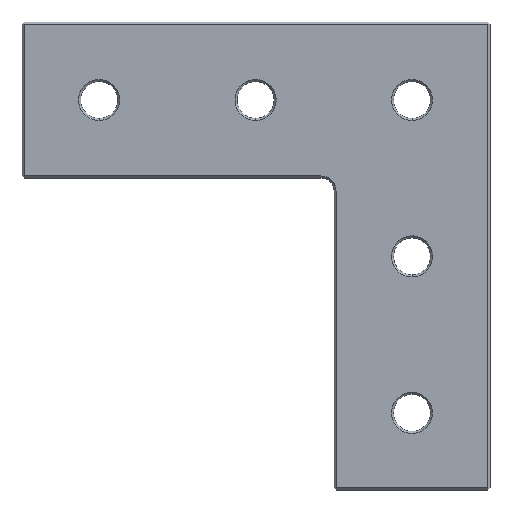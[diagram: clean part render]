
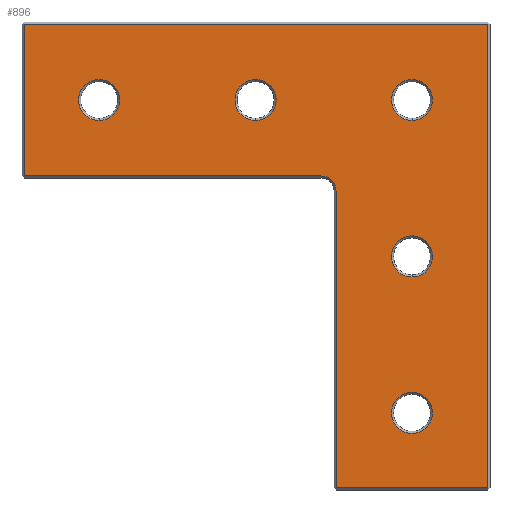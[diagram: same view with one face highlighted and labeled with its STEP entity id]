
A CAD part, front view. The second image highlights one B-rep face of the part: STEP entity #896.
In plain terms, the highlighted planar face has unit normal (0, -1, 0).
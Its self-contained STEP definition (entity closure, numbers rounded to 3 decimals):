
#3 = DIRECTION ( 'NONE',  ( 0., 1., 0. ) ) ;
#15 = CARTESIAN_POINT ( 'NONE',  ( 56.6, 0., -56.4 ) ) ;
#23 = VERTEX_POINT ( 'NONE', #15 ) ;
#35 = EDGE_CURVE ( 'NONE', #608, #636, #677, .T. ) ;
#46 = AXIS2_PLACEMENT_3D ( 'NONE', #621, #922, #1491 ) ;
#59 = CARTESIAN_POINT ( 'NONE',  ( -56.9, 0., 56.6 ) ) ;
#67 = VERTEX_POINT ( 'NONE', #1617 ) ;
#72 = VECTOR ( 'NONE', #530, 1000. ) ;
#102 = CARTESIAN_POINT ( 'NONE',  ( 15.925, 0., 19.6 ) ) ;
#106 = EDGE_LOOP ( 'NONE', ( #1091, #1298 ) ) ;
#113 = DIRECTION ( 'NONE',  ( 0., 1., 0. ) ) ;
#143 = CARTESIAN_POINT ( 'NONE',  ( 15.925, 0., 19.6 ) ) ;
#144 = ORIENTED_EDGE ( 'NONE', *, *, #250, .T. ) ;
#215 = CARTESIAN_POINT ( 'NONE',  ( 19.6, 0., -56.9 ) ) ;
#239 = DIRECTION ( 'NONE',  ( 0., 0., -1. ) ) ;
#250 = EDGE_CURVE ( 'NONE', #23, #1556, #974, .T. ) ;
#253 = ORIENTED_EDGE ( 'NONE', *, *, #364, .T. ) ;
#279 = CIRCLE ( 'NONE', #392, 5. ) ;
#286 = EDGE_CURVE ( 'NONE', #538, #23, #1241, .T. ) ;
#289 = FACE_BOUND ( 'NONE', #106, .T. ) ;
#352 = DIRECTION ( 'NONE',  ( 0., 1., 0. ) ) ;
#353 = AXIS2_PLACEMENT_3D ( 'NONE', #1237, #950, #980 ) ;
#364 = EDGE_CURVE ( 'NONE', #1581, #67, #690, .T. ) ;
#392 = AXIS2_PLACEMENT_3D ( 'NONE', #910, #352, #1175 ) ;
#395 = VERTEX_POINT ( 'NONE', #1206 ) ;
#411 = CARTESIAN_POINT ( 'NONE',  ( -56.4, 0., 19.1 ) ) ;
#440 = CARTESIAN_POINT ( 'NONE',  ( 0., 0., 38.1 ) ) ;
#448 = VERTEX_POINT ( 'NONE', #1775 ) ;
#464 = VECTOR ( 'NONE', #700, 1000. ) ;
#471 = DIRECTION ( 'NONE',  ( 0., 1., 0. ) ) ;
#477 = AXIS2_PLACEMENT_3D ( 'NONE', #827, #839, #1425 ) ;
#478 = CARTESIAN_POINT ( 'NONE',  ( 38.1, 0., 33.1 ) ) ;
#484 = CIRCLE ( 'NONE', #46, 5. ) ;
#516 = CIRCLE ( 'NONE', #1662, 5. ) ;
#522 = CARTESIAN_POINT ( 'NONE',  ( -56.4, 0., 56.6 ) ) ;
#529 = EDGE_CURVE ( 'NONE', #1287, #1585, #1795, .T. ) ;
#530 = DIRECTION ( 'NONE',  ( 0., 0., 1. ) ) ;
#538 = VERTEX_POINT ( 'NONE', #539 ) ;
#539 = CARTESIAN_POINT ( 'NONE',  ( 19.6, 0., -56.4 ) ) ;
#548 = DIRECTION ( 'NONE',  ( 0., 0., -1. ) ) ;
#557 = EDGE_CURVE ( 'NONE', #620, #1066, #1703, .T. ) ;
#567 = AXIS2_PLACEMENT_3D ( 'NONE', #825, #1411, #1270 ) ;
#580 = ORIENTED_EDGE ( 'NONE', *, *, #1473, .T. ) ;
#583 = EDGE_CURVE ( 'NONE', #1066, #1287, #1691, .T. ) ;
#608 = VERTEX_POINT ( 'NONE', #1824 ) ;
#617 = EDGE_CURVE ( 'NONE', #716, #448, #1377, .T. ) ;
#620 = VERTEX_POINT ( 'NONE', #522 ) ;
#621 = CARTESIAN_POINT ( 'NONE',  ( 38.1, 0., 38.1 ) ) ;
#636 = VERTEX_POINT ( 'NONE', #478 ) ;
#645 = EDGE_CURVE ( 'NONE', #1556, #620, #1356, .T. ) ;
#676 = DIRECTION ( 'NONE',  ( 1., 0., 0. ) ) ;
#677 = CIRCLE ( 'NONE', #1433, 5. ) ;
#682 = ORIENTED_EDGE ( 'NONE', *, *, #1137, .T. ) ;
#685 = CARTESIAN_POINT ( 'NONE',  ( 38.1, 0., 0. ) ) ;
#690 = CIRCLE ( 'NONE', #1745, 5. ) ;
#700 = DIRECTION ( 'NONE',  ( 1., 0., 0. ) ) ;
#716 = VERTEX_POINT ( 'NONE', #1640 ) ;
#742 = ORIENTED_EDGE ( 'NONE', *, *, #529, .T. ) ;
#756 = ORIENTED_EDGE ( 'NONE', *, *, #1762, .T. ) ;
#779 = CIRCLE ( 'NONE', #353, 5. ) ;
#822 = CARTESIAN_POINT ( 'NONE',  ( -38.1, 0., 38.1 ) ) ;
#825 = CARTESIAN_POINT ( 'NONE',  ( 38.1, 0., -38.1 ) ) ;
#827 = CARTESIAN_POINT ( 'NONE',  ( 15.925, 0., 15.925 ) ) ;
#829 = CARTESIAN_POINT ( 'NONE',  ( 19.6, 0., 15.925 ) ) ;
#839 = DIRECTION ( 'NONE',  ( 0., -1., 0. ) ) ;
#858 = CIRCLE ( 'NONE', #1094, 5. ) ;
#888 = AXIS2_PLACEMENT_3D ( 'NONE', #685, #1257, #1361 ) ;
#896 = ADVANCED_FACE ( 'NONE', ( #1108, #986, #289, #1684, #1437, #966 ), #1725, .T. ) ;
#910 = CARTESIAN_POINT ( 'NONE',  ( -38.1, 0., 38.1 ) ) ;
#915 = DIRECTION ( 'NONE',  ( 0., 0., -1. ) ) ;
#922 = DIRECTION ( 'NONE',  ( 0., 1., 0. ) ) ;
#950 = DIRECTION ( 'NONE',  ( 0., 1., 0. ) ) ;
#966 = FACE_OUTER_BOUND ( 'NONE', #1416, .T. ) ;
#969 = DIRECTION ( 'NONE',  ( 0., 1., 0. ) ) ;
#974 = LINE ( 'NONE', #1424, #72 ) ;
#980 = DIRECTION ( 'NONE',  ( 0., 0., -1. ) ) ;
#986 = FACE_BOUND ( 'NONE', #1609, .T. ) ;
#1005 = EDGE_LOOP ( 'NONE', ( #1282, #1274 ) ) ;
#1007 = CARTESIAN_POINT ( 'NONE',  ( 0., 0., 43.1 ) ) ;
#1066 = VERTEX_POINT ( 'NONE', #1097 ) ;
#1072 = ORIENTED_EDGE ( 'NONE', *, *, #583, .T. ) ;
#1076 = AXIS2_PLACEMENT_3D ( 'NONE', #1532, #113, #548 ) ;
#1087 = EDGE_LOOP ( 'NONE', ( #580, #253 ) ) ;
#1091 = ORIENTED_EDGE ( 'NONE', *, *, #617, .T. ) ;
#1094 = AXIS2_PLACEMENT_3D ( 'NONE', #1830, #1114, #1396 ) ;
#1097 = CARTESIAN_POINT ( 'NONE',  ( -56.4, 0., 19.6 ) ) ;
#1103 = CARTESIAN_POINT ( 'NONE',  ( 0., 0., 38.1 ) ) ;
#1108 = FACE_BOUND ( 'NONE', #1374, .T. ) ;
#1114 = DIRECTION ( 'NONE',  ( 0., 1., 0. ) ) ;
#1118 = DIRECTION ( 'NONE',  ( 0., 0., -1. ) ) ;
#1137 = EDGE_CURVE ( 'NONE', #1811, #1190, #779, .T. ) ;
#1139 = VECTOR ( 'NONE', #676, 1000. ) ;
#1157 = VECTOR ( 'NONE', #1367, 1000. ) ;
#1160 = CARTESIAN_POINT ( 'NONE',  ( 38.1, 0., 38.1 ) ) ;
#1163 = CARTESIAN_POINT ( 'NONE',  ( 38.1, 0., -5. ) ) ;
#1170 = VECTOR ( 'NONE', #1118, 1000. ) ;
#1172 = EDGE_CURVE ( 'NONE', #1438, #395, #1409, .T. ) ;
#1175 = DIRECTION ( 'NONE',  ( 0., 0., -1. ) ) ;
#1188 = DIRECTION ( 'NONE',  ( 0., 1., 0. ) ) ;
#1190 = VERTEX_POINT ( 'NONE', #1163 ) ;
#1204 = ORIENTED_EDGE ( 'NONE', *, *, #1500, .T. ) ;
#1206 = CARTESIAN_POINT ( 'NONE',  ( -38.1, 0., 33.1 ) ) ;
#1237 = CARTESIAN_POINT ( 'NONE',  ( 38.1, 0., 0. ) ) ;
#1241 = LINE ( 'NONE', #1814, #464 ) ;
#1257 = DIRECTION ( 'NONE',  ( 0., 1., 0. ) ) ;
#1270 = DIRECTION ( 'NONE',  ( 0., 0., -1. ) ) ;
#1274 = ORIENTED_EDGE ( 'NONE', *, *, #35, .T. ) ;
#1281 = CIRCLE ( 'NONE', #888, 5. ) ;
#1282 = ORIENTED_EDGE ( 'NONE', *, *, #1389, .T. ) ;
#1287 = VERTEX_POINT ( 'NONE', #143 ) ;
#1293 = EDGE_CURVE ( 'NONE', #395, #1438, #279, .T. ) ;
#1298 = ORIENTED_EDGE ( 'NONE', *, *, #1510, .T. ) ;
#1333 = DIRECTION ( 'NONE',  ( 0., 0., -1. ) ) ;
#1339 = ORIENTED_EDGE ( 'NONE', *, *, #286, .T. ) ;
#1356 = LINE ( 'NONE', #59, #1486 ) ;
#1361 = DIRECTION ( 'NONE',  ( 0., 0., -1. ) ) ;
#1364 = DIRECTION ( 'NONE',  ( -1., 0., 0. ) ) ;
#1367 = DIRECTION ( 'NONE',  ( 0., 0., -1. ) ) ;
#1374 = EDGE_LOOP ( 'NONE', ( #1435, #1652 ) ) ;
#1377 = CIRCLE ( 'NONE', #567, 5. ) ;
#1389 = EDGE_CURVE ( 'NONE', #636, #608, #484, .T. ) ;
#1396 = DIRECTION ( 'NONE',  ( 0., 0., -1. ) ) ;
#1399 = CARTESIAN_POINT ( 'NONE',  ( 38.1, 0., 5. ) ) ;
#1409 = CIRCLE ( 'NONE', #1744, 5. ) ;
#1411 = DIRECTION ( 'NONE',  ( 0., 1., 0. ) ) ;
#1416 = EDGE_LOOP ( 'NONE', ( #742, #1204, #1339, #144, #1642, #1834, #1072 ) ) ;
#1424 = CARTESIAN_POINT ( 'NONE',  ( 56.6, 0., 57.1 ) ) ;
#1425 = DIRECTION ( 'NONE',  ( 0., 0., -1. ) ) ;
#1433 = AXIS2_PLACEMENT_3D ( 'NONE', #1160, #1188, #1739 ) ;
#1435 = ORIENTED_EDGE ( 'NONE', *, *, #1293, .T. ) ;
#1437 = FACE_BOUND ( 'NONE', #1087, .T. ) ;
#1438 = VERTEX_POINT ( 'NONE', #1517 ) ;
#1473 = EDGE_CURVE ( 'NONE', #67, #1581, #516, .T. ) ;
#1486 = VECTOR ( 'NONE', #1364, 1000. ) ;
#1491 = DIRECTION ( 'NONE',  ( 0., 0., -1. ) ) ;
#1500 = EDGE_CURVE ( 'NONE', #1585, #538, #1538, .T. ) ;
#1510 = EDGE_CURVE ( 'NONE', #448, #716, #858, .T. ) ;
#1517 = CARTESIAN_POINT ( 'NONE',  ( -38.1, 0., 43.1 ) ) ;
#1532 = CARTESIAN_POINT ( 'NONE',  ( 15.925, 0., 15.925 ) ) ;
#1538 = LINE ( 'NONE', #215, #1157 ) ;
#1556 = VERTEX_POINT ( 'NONE', #1697 ) ;
#1581 = VERTEX_POINT ( 'NONE', #1007 ) ;
#1585 = VERTEX_POINT ( 'NONE', #829 ) ;
#1609 = EDGE_LOOP ( 'NONE', ( #756, #682 ) ) ;
#1617 = CARTESIAN_POINT ( 'NONE',  ( 0., 0., 33.1 ) ) ;
#1640 = CARTESIAN_POINT ( 'NONE',  ( 38.1, 0., -43.1 ) ) ;
#1642 = ORIENTED_EDGE ( 'NONE', *, *, #645, .T. ) ;
#1652 = ORIENTED_EDGE ( 'NONE', *, *, #1172, .T. ) ;
#1662 = AXIS2_PLACEMENT_3D ( 'NONE', #1103, #969, #239 ) ;
#1684 = FACE_BOUND ( 'NONE', #1005, .T. ) ;
#1691 = LINE ( 'NONE', #102, #1139 ) ;
#1697 = CARTESIAN_POINT ( 'NONE',  ( 56.6, 0., 56.6 ) ) ;
#1703 = LINE ( 'NONE', #411, #1170 ) ;
#1725 = PLANE ( 'NONE',  #477 ) ;
#1739 = DIRECTION ( 'NONE',  ( 0., 0., -1. ) ) ;
#1744 = AXIS2_PLACEMENT_3D ( 'NONE', #822, #471, #915 ) ;
#1745 = AXIS2_PLACEMENT_3D ( 'NONE', #440, #3, #1333 ) ;
#1762 = EDGE_CURVE ( 'NONE', #1190, #1811, #1281, .T. ) ;
#1775 = CARTESIAN_POINT ( 'NONE',  ( 38.1, 0., -33.1 ) ) ;
#1795 = CIRCLE ( 'NONE', #1076, 3.675 ) ;
#1811 = VERTEX_POINT ( 'NONE', #1399 ) ;
#1814 = CARTESIAN_POINT ( 'NONE',  ( 57.1, 0., -56.4 ) ) ;
#1824 = CARTESIAN_POINT ( 'NONE',  ( 38.1, 0., 43.1 ) ) ;
#1830 = CARTESIAN_POINT ( 'NONE',  ( 38.1, 0., -38.1 ) ) ;
#1834 = ORIENTED_EDGE ( 'NONE', *, *, #557, .T. ) ;
